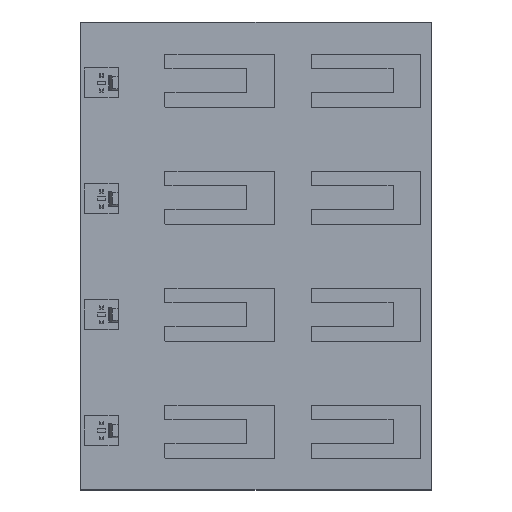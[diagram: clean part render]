
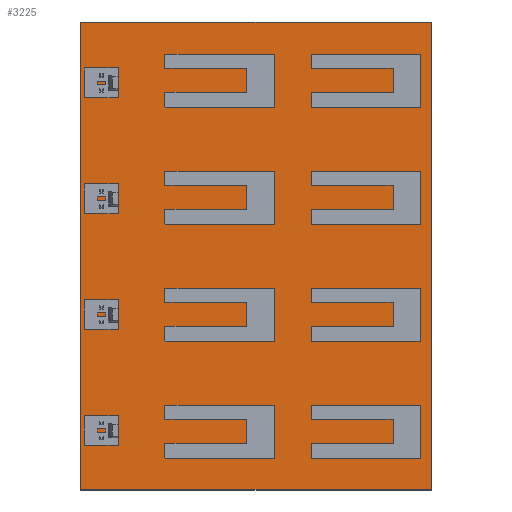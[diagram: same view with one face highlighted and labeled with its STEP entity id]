
A CAD part, top view. The second image highlights one B-rep face of the part: STEP entity #3225.
In plain terms, the highlighted planar face has unit normal (0, 0, 1).
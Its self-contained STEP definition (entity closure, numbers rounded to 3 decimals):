
#2808 = VERTEX_POINT('',#2809);
#2809 = CARTESIAN_POINT('',(0.,0.,0.));
#2815 = EDGE_CURVE('',#2808,#2816,#2818,.T.);
#2816 = VERTEX_POINT('',#2817);
#2817 = CARTESIAN_POINT('',(0.,80.,0.));
#2818 = LINE('',#2819,#2820);
#2819 = CARTESIAN_POINT('',(0.,0.,0.));
#2820 = VECTOR('',#2821,1.);
#2821 = DIRECTION('',(0.,1.,0.));
#2846 = EDGE_CURVE('',#2816,#2847,#2849,.T.);
#2847 = VERTEX_POINT('',#2848);
#2848 = CARTESIAN_POINT('',(60.,80.,0.));
#2849 = LINE('',#2850,#2851);
#2850 = CARTESIAN_POINT('',(0.,80.,0.));
#2851 = VECTOR('',#2852,1.);
#2852 = DIRECTION('',(1.,0.,0.));
#2877 = EDGE_CURVE('',#2847,#2878,#2880,.T.);
#2878 = VERTEX_POINT('',#2879);
#2879 = CARTESIAN_POINT('',(60.,0.,0.));
#2880 = LINE('',#2881,#2882);
#2881 = CARTESIAN_POINT('',(60.,80.,0.));
#2882 = VECTOR('',#2883,1.);
#2883 = DIRECTION('',(0.,-1.,0.));
#2908 = EDGE_CURVE('',#2878,#2808,#2909,.T.);
#2909 = LINE('',#2910,#2911);
#2910 = CARTESIAN_POINT('',(60.,0.,0.));
#2911 = VECTOR('',#2912,1.);
#2912 = DIRECTION('',(-1.,0.,0.));
#2932 = VERTEX_POINT('',#2933);
#2933 = CARTESIAN_POINT('',(4.156,51.054,0.));
#2939 = EDGE_CURVE('',#2932,#2932,#2940,.T.);
#2940 = CIRCLE('',#2941,0.6);
#2941 = AXIS2_PLACEMENT_3D('',#2942,#2943,#2944);
#2942 = CARTESIAN_POINT('',(3.556,51.054,0.));
#2943 = DIRECTION('',(0.,0.,1.));
#2944 = DIRECTION('',(1.,0.,0.));
#2965 = VERTEX_POINT('',#2966);
#2966 = CARTESIAN_POINT('',(4.156,48.514,0.));
#2972 = EDGE_CURVE('',#2965,#2965,#2973,.T.);
#2973 = CIRCLE('',#2974,0.6);
#2974 = AXIS2_PLACEMENT_3D('',#2975,#2976,#2977);
#2975 = CARTESIAN_POINT('',(3.556,48.514,0.));
#2976 = DIRECTION('',(0.,0.,1.));
#2977 = DIRECTION('',(1.,0.,0.));
#2998 = VERTEX_POINT('',#2999);
#2999 = CARTESIAN_POINT('',(4.156,70.866,0.));
#3005 = EDGE_CURVE('',#2998,#2998,#3006,.T.);
#3006 = CIRCLE('',#3007,0.6);
#3007 = AXIS2_PLACEMENT_3D('',#3008,#3009,#3010);
#3008 = CARTESIAN_POINT('',(3.556,70.866,0.));
#3009 = DIRECTION('',(0.,0.,1.));
#3010 = DIRECTION('',(1.,0.,0.));
#3031 = VERTEX_POINT('',#3032);
#3032 = CARTESIAN_POINT('',(4.156,68.326,0.));
#3038 = EDGE_CURVE('',#3031,#3031,#3039,.T.);
#3039 = CIRCLE('',#3040,0.6);
#3040 = AXIS2_PLACEMENT_3D('',#3041,#3042,#3043);
#3041 = CARTESIAN_POINT('',(3.556,68.326,0.));
#3042 = DIRECTION('',(0.,0.,1.));
#3043 = DIRECTION('',(1.,0.,0.));
#3064 = VERTEX_POINT('',#3065);
#3065 = CARTESIAN_POINT('',(4.156,11.43,0.));
#3071 = EDGE_CURVE('',#3064,#3064,#3072,.T.);
#3072 = CIRCLE('',#3073,0.6);
#3073 = AXIS2_PLACEMENT_3D('',#3074,#3075,#3076);
#3074 = CARTESIAN_POINT('',(3.556,11.43,0.));
#3075 = DIRECTION('',(0.,0.,1.));
#3076 = DIRECTION('',(1.,0.,0.));
#3097 = VERTEX_POINT('',#3098);
#3098 = CARTESIAN_POINT('',(4.156,8.89,0.));
#3104 = EDGE_CURVE('',#3097,#3097,#3105,.T.);
#3105 = CIRCLE('',#3106,0.6);
#3106 = AXIS2_PLACEMENT_3D('',#3107,#3108,#3109);
#3107 = CARTESIAN_POINT('',(3.556,8.89,0.));
#3108 = DIRECTION('',(0.,0.,1.));
#3109 = DIRECTION('',(1.,0.,0.));
#3130 = VERTEX_POINT('',#3131);
#3131 = CARTESIAN_POINT('',(4.156,31.242,0.));
#3137 = EDGE_CURVE('',#3130,#3130,#3138,.T.);
#3138 = CIRCLE('',#3139,0.6);
#3139 = AXIS2_PLACEMENT_3D('',#3140,#3141,#3142);
#3140 = CARTESIAN_POINT('',(3.556,31.242,0.));
#3141 = DIRECTION('',(0.,0.,1.));
#3142 = DIRECTION('',(1.,0.,0.));
#3163 = VERTEX_POINT('',#3164);
#3164 = CARTESIAN_POINT('',(4.156,28.702,0.));
#3170 = EDGE_CURVE('',#3163,#3163,#3171,.T.);
#3171 = CIRCLE('',#3172,0.6);
#3172 = AXIS2_PLACEMENT_3D('',#3173,#3174,#3175);
#3173 = CARTESIAN_POINT('',(3.556,28.702,0.));
#3174 = DIRECTION('',(0.,0.,1.));
#3175 = DIRECTION('',(1.,0.,0.));
#3225 = ADVANCED_FACE('',(#3226,#3232,#3235,#3238,#3241,#3244,#3247,
    #3250,#3253),#3256,.T.);
#3226 = FACE_BOUND('',#3227,.F.);
#3227 = EDGE_LOOP('',(#3228,#3229,#3230,#3231));
#3228 = ORIENTED_EDGE('',*,*,#2815,.T.);
#3229 = ORIENTED_EDGE('',*,*,#2846,.T.);
#3230 = ORIENTED_EDGE('',*,*,#2877,.T.);
#3231 = ORIENTED_EDGE('',*,*,#2908,.T.);
#3232 = FACE_BOUND('',#3233,.T.);
#3233 = EDGE_LOOP('',(#3234));
#3234 = ORIENTED_EDGE('',*,*,#2939,.F.);
#3235 = FACE_BOUND('',#3236,.T.);
#3236 = EDGE_LOOP('',(#3237));
#3237 = ORIENTED_EDGE('',*,*,#2972,.F.);
#3238 = FACE_BOUND('',#3239,.T.);
#3239 = EDGE_LOOP('',(#3240));
#3240 = ORIENTED_EDGE('',*,*,#3005,.F.);
#3241 = FACE_BOUND('',#3242,.T.);
#3242 = EDGE_LOOP('',(#3243));
#3243 = ORIENTED_EDGE('',*,*,#3038,.F.);
#3244 = FACE_BOUND('',#3245,.T.);
#3245 = EDGE_LOOP('',(#3246));
#3246 = ORIENTED_EDGE('',*,*,#3071,.F.);
#3247 = FACE_BOUND('',#3248,.T.);
#3248 = EDGE_LOOP('',(#3249));
#3249 = ORIENTED_EDGE('',*,*,#3104,.F.);
#3250 = FACE_BOUND('',#3251,.T.);
#3251 = EDGE_LOOP('',(#3252));
#3252 = ORIENTED_EDGE('',*,*,#3137,.F.);
#3253 = FACE_BOUND('',#3254,.T.);
#3254 = EDGE_LOOP('',(#3255));
#3255 = ORIENTED_EDGE('',*,*,#3170,.F.);
#3256 = PLANE('',#3257);
#3257 = AXIS2_PLACEMENT_3D('',#3258,#3259,#3260);
#3258 = CARTESIAN_POINT('',(0.,0.,0.));
#3259 = DIRECTION('',(0.,0.,1.));
#3260 = DIRECTION('',(1.,0.,0.));
